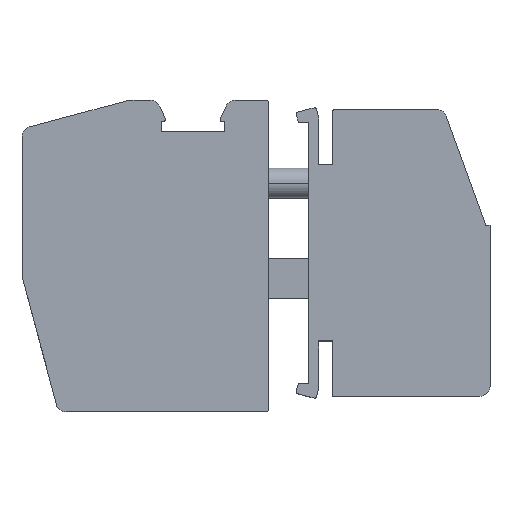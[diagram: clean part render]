
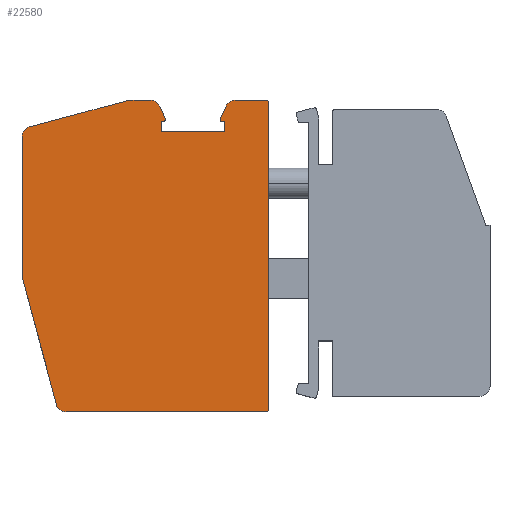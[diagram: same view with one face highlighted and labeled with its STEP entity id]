
A CAD part, top view. The second image highlights one B-rep face of the part: STEP entity #22580.
In plain terms, the highlighted planar face has unit normal (0, 0, 1).
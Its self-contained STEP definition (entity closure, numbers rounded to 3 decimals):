
#17500=CARTESIAN_POINT('',(24.5,30.8,10.1));
#17510=VERTEX_POINT('',#17500);
#17660=CARTESIAN_POINT('',(24.5,0.2,10.1));
#17670=VERTEX_POINT('',#17660);
#17700=CARTESIAN_POINT('',(24.5,0.,10.1));
#17710=DIRECTION('',(0.,-1.,0.));
#17720=VECTOR('',#17710,1.);
#17730=LINE('',#17700,#17720);
#17740=EDGE_CURVE('',#17510,#17670,#17730,.T.);
#20070=CARTESIAN_POINT('',(24.3,30.8,10.1));
#20080=DIRECTION('',(0.,0.,1.));
#20090=DIRECTION('',(1.,0.,0.));
#20100=AXIS2_PLACEMENT_3D('',#20070,#20080,#20090);
#20110=CIRCLE('',#20100,0.2);
#20120=CARTESIAN_POINT('',(24.3,31.,10.1));
#20130=VERTEX_POINT('',#20120);
#20140=EDGE_CURVE('',#17510,#20130,#20110,.T.);
#20430=CARTESIAN_POINT('',(21.213,31.,10.1));
#20440=VERTEX_POINT('',#20430);
#20490=CARTESIAN_POINT('',(0.,31.,10.1));
#20500=DIRECTION('',(-1.,0.,0.));
#20510=VECTOR('',#20500,1.);
#20520=LINE('',#20490,#20510);
#20530=EDGE_CURVE('',#20130,#20440,#20520,.T.);
#20650=CARTESIAN_POINT('',(21.307,16.357,10.1));
#20660=DIRECTION('',(0.,0.,-1.));
#20670=DIRECTION('',(-1.,0.,0.));
#20680=AXIS2_PLACEMENT_3D('',#20650,#20660,#20670);
#20690=PLANE('',#20680);
#20700=CARTESIAN_POINT('',(13.838,0.,10.1));
#20710=DIRECTION('',(0.,1.,0.));
#20720=VECTOR('',#20710,1.);
#20730=LINE('',#20700,#20720);
#20740=CARTESIAN_POINT('',(13.838,27.825,10.1));
#20750=VERTEX_POINT('',#20740);
#20760=CARTESIAN_POINT('',(13.838,28.895,10.1));
#20770=VERTEX_POINT('',#20760);
#20780=EDGE_CURVE('',#20750,#20770,#20730,.T.);
#20790=ORIENTED_EDGE('',*,*,#20780,.T.);
#20800=CARTESIAN_POINT('',(0.,27.825,10.1));
#20810=DIRECTION('',(-1.,0.,0.));
#20820=VECTOR('',#20810,1.);
#20830=LINE('',#20800,#20820);
#20840=CARTESIAN_POINT('',(20.163,27.825,10.1));
#20850=VERTEX_POINT('',#20840);
#20860=EDGE_CURVE('',#20850,#20750,#20830,.T.);
#20870=ORIENTED_EDGE('',*,*,#20860,.T.);
#20880=CARTESIAN_POINT('',(20.163,0.,10.1));
#20890=DIRECTION('',(0.,-1.,0.));
#20900=VECTOR('',#20890,1.);
#20910=LINE('',#20880,#20900);
#20920=CARTESIAN_POINT('',(20.163,28.895,10.1));
#20930=VERTEX_POINT('',#20920);
#20940=EDGE_CURVE('',#20930,#20850,#20910,.T.);
#20950=ORIENTED_EDGE('',*,*,#20940,.T.);
#20960=CARTESIAN_POINT('',(0.,28.895,10.1));
#20970=DIRECTION('',(1.,0.,0.));
#20980=VECTOR('',#20970,1.);
#20990=LINE('',#20960,#20980);
#21000=CARTESIAN_POINT('',(19.895,28.895,10.1));
#21010=VERTEX_POINT('',#21000);
#21020=EDGE_CURVE('',#21010,#20930,#20990,.T.);
#21030=ORIENTED_EDGE('',*,*,#21020,.T.);
#21040=CARTESIAN_POINT('',(19.895,29.065,10.1));
#21050=DIRECTION('',(0.,0.,1.));
#21060=DIRECTION('',(1.,0.,0.));
#21070=AXIS2_PLACEMENT_3D('',#21040,#21050,#21060);
#21080=CIRCLE('',#21070,0.17);
#21090=CARTESIAN_POINT('',(19.725,29.065,10.1));
#21100=VERTEX_POINT('',#21090);
#21110=EDGE_CURVE('',#21100,#21010,#21080,.T.);
#21120=ORIENTED_EDGE('',*,*,#21110,.T.);
#21130=CARTESIAN_POINT('',(19.739,29.133,10.1));
#21140=VERTEX_POINT('',#21130);
#21150=EDGE_CURVE('',#21140,#21100,#21080,.T.);
#21160=ORIENTED_EDGE('',*,*,#21150,.T.);
#21170=CARTESIAN_POINT('',(6.937,0.,10.1));
#21180=DIRECTION('',(-0.402,-0.915,
0.));
#21190=VECTOR('',#21180,1.);
#21200=LINE('',#21170,#21190);
#21210=CARTESIAN_POINT('',(20.297,30.402,10.1));
#21220=VERTEX_POINT('',#21210);
#21230=EDGE_CURVE('',#21220,#21140,#21200,.T.);
#21240=ORIENTED_EDGE('',*,*,#21230,.T.);
#21250=CARTESIAN_POINT('',(21.213,30.,10.1));
#21260=DIRECTION('',(0.,0.,1.));
#21270=DIRECTION('',(1.,0.,0.));
#21280=AXIS2_PLACEMENT_3D('',#21250,#21260,#21270);
#21290=CIRCLE('',#21280,1.);
#21300=EDGE_CURVE('',#20440,#21220,#21290,.T.);
#21310=ORIENTED_EDGE('',*,*,#21300,.T.);
#21320=ORIENTED_EDGE('',*,*,#20530,.T.);
#21330=ORIENTED_EDGE('',*,*,#20140,.T.);
#21340=ORIENTED_EDGE('',*,*,#17740,.F.);
#21350=CARTESIAN_POINT('',(24.3,0.2,10.1));
#21360=DIRECTION('',(0.,0.,1.));
#21370=DIRECTION('',(1.,0.,0.));
#21380=AXIS2_PLACEMENT_3D('',#21350,#21360,#21370);
#21390=CIRCLE('',#21380,0.2);
#21400=CARTESIAN_POINT('',(24.3,0.,10.1));
#21410=VERTEX_POINT('',#21400);
#21420=EDGE_CURVE('',#21410,#17670,#21390,.T.);
#21430=ORIENTED_EDGE('',*,*,#21420,.T.);
#21440=CARTESIAN_POINT('',(0.,0.,10.1));
#21450=DIRECTION('',(1.,0.,0.));
#21460=VECTOR('',#21450,1.);
#21470=LINE('',#21440,#21460);
#21480=CARTESIAN_POINT('',(4.385,0.,10.1));
#21490=VERTEX_POINT('',#21480);
#21500=EDGE_CURVE('',#21490,#21410,#21470,.T.);
#21510=ORIENTED_EDGE('',*,*,#21500,.T.);
#21520=CARTESIAN_POINT('',(4.385,1.,10.1));
#21530=DIRECTION('',(0.,0.,1.));
#21540=DIRECTION('',(1.,0.,0.));
#21550=AXIS2_PLACEMENT_3D('',#21520,#21530,#21540);
#21560=CIRCLE('',#21550,1.);
#21570=CARTESIAN_POINT('',(3.419,0.741,10.1));
#21580=VERTEX_POINT('',#21570);
#21590=EDGE_CURVE('',#21580,#21490,#21560,.T.);
#21600=ORIENTED_EDGE('',*,*,#21590,.T.);
#21610=CARTESIAN_POINT('',(3.617,0.,10.1));
#21620=DIRECTION('',(0.259,-0.966,
0.));
#21630=VECTOR('',#21620,1.);
#21640=LINE('',#21610,#21630);
#21650=CARTESIAN_POINT('',(0.034,13.373,10.1));
#21660=VERTEX_POINT('',#21650);
#21670=EDGE_CURVE('',#21660,#21580,#21640,.T.);
#21680=ORIENTED_EDGE('',*,*,#21670,.T.);
#21690=CARTESIAN_POINT('',(1.,13.632,10.1));
#21700=DIRECTION('',(0.,0.,1.));
#21710=DIRECTION('',(1.,0.,0.));
#21720=AXIS2_PLACEMENT_3D('',#21690,#21700,#21710);
#21730=CIRCLE('',#21720,1.);
#21740=CARTESIAN_POINT('',(0.,13.632,10.1));
#21750=VERTEX_POINT('',#21740);
#21760=EDGE_CURVE('',#21750,#21660,#21730,.T.);
#21770=ORIENTED_EDGE('',*,*,#21760,.T.);
#21780=CARTESIAN_POINT('',(0.,0.,10.1));
#21790=DIRECTION('',(0.,-1.,0.));
#21800=VECTOR('',#21790,1.);
#21810=LINE('',#21780,#21800);
#21820=CARTESIAN_POINT('',(0.,27.366,10.1));
#21830=VERTEX_POINT('',#21820);
#21840=EDGE_CURVE('',#21830,#21750,#21810,.T.);
#21850=ORIENTED_EDGE('',*,*,#21840,.T.);
#21860=CARTESIAN_POINT('',(1.,27.366,10.1));
#21870=DIRECTION('',(0.,0.,1.));
#21880=DIRECTION('',(1.,0.,0.));
#21890=AXIS2_PLACEMENT_3D('',#21860,#21870,#21880);
#21900=CIRCLE('',#21890,1.);
#21910=CARTESIAN_POINT('',(0.741,28.332,10.1));
#21920=VERTEX_POINT('',#21910);
#21930=EDGE_CURVE('',#21920,#21830,#21900,.T.);
#21940=ORIENTED_EDGE('',*,*,#21930,.T.);
#21950=CARTESIAN_POINT('',(0.,28.133,10.1));
#21960=DIRECTION('',(-0.966,-0.259,
0.));
#21970=VECTOR('',#21960,1.);
#21980=LINE('',#21950,#21970);
#21990=CARTESIAN_POINT('',(10.573,30.966,10.1));
#22000=VERTEX_POINT('',#21990);
#22010=EDGE_CURVE('',#22000,#21920,#21980,.T.);
#22020=ORIENTED_EDGE('',*,*,#22010,.T.);
#22030=CARTESIAN_POINT('',(10.832,30.,10.1));
#22040=DIRECTION('',(0.,0.,1.));
#22050=DIRECTION('',(1.,0.,0.));
#22060=AXIS2_PLACEMENT_3D('',#22030,#22040,#22050);
#22070=CIRCLE('',#22060,1.);
#22080=CARTESIAN_POINT('',(10.832,31.,10.1));
#22090=VERTEX_POINT('',#22080);
#22100=EDGE_CURVE('',#22090,#22000,#22070,.T.);
#22110=ORIENTED_EDGE('',*,*,#22100,.T.);
#22120=CARTESIAN_POINT('',(0.,31.,10.1));
#22130=DIRECTION('',(-1.,0.,0.));
#22140=VECTOR('',#22130,1.);
#22150=LINE('',#22120,#22140);
#22160=CARTESIAN_POINT('',(12.788,31.,10.1));
#22170=VERTEX_POINT('',#22160);
#22180=EDGE_CURVE('',#22170,#22090,#22150,.T.);
#22190=ORIENTED_EDGE('',*,*,#22180,.T.);
#22200=CARTESIAN_POINT('',(12.788,30.,10.1));
#22210=DIRECTION('',(0.,0.,1.));
#22220=DIRECTION('',(1.,0.,0.));
#22230=AXIS2_PLACEMENT_3D('',#22200,#22210,#22220);
#22240=CIRCLE('',#22230,1.);
#22250=CARTESIAN_POINT('',(13.703,30.402,10.1));
#22260=VERTEX_POINT('',#22250);
#22270=EDGE_CURVE('',#22260,#22170,#22240,.T.);
#22280=ORIENTED_EDGE('',*,*,#22270,.T.);
#22290=CARTESIAN_POINT('',(27.063,0.,10.1));
#22300=DIRECTION('',(-0.402,0.915,
0.));
#22310=VECTOR('',#22300,1.);
#22320=LINE('',#22290,#22310);
#22330=CARTESIAN_POINT('',(14.261,29.133,10.1));
#22340=VERTEX_POINT('',#22330);
#22350=EDGE_CURVE('',#22340,#22260,#22320,.T.);
#22360=ORIENTED_EDGE('',*,*,#22350,.T.);
#22370=CARTESIAN_POINT('',(14.105,29.065,10.1));
#22380=DIRECTION('',(0.,0.,1.));
#22390=DIRECTION('',(1.,0.,0.));
#22400=AXIS2_PLACEMENT_3D('',#22370,#22380,#22390);
#22410=CIRCLE('',#22400,0.17);
#22420=CARTESIAN_POINT('',(14.275,29.065,10.1));
#22430=VERTEX_POINT('',#22420);
#22440=EDGE_CURVE('',#22430,#22340,#22410,.T.);
#22450=ORIENTED_EDGE('',*,*,#22440,.T.);
#22460=CARTESIAN_POINT('',(14.105,28.895,10.1));
#22470=VERTEX_POINT('',#22460);
#22480=EDGE_CURVE('',#22470,#22430,#22410,.T.);
#22490=ORIENTED_EDGE('',*,*,#22480,.T.);
#22500=CARTESIAN_POINT('',(0.,28.895,10.1));
#22510=DIRECTION('',(-1.,0.,0.));
#22520=VECTOR('',#22510,1.);
#22530=LINE('',#22500,#22520);
#22540=EDGE_CURVE('',#22470,#20770,#22530,.T.);
#22550=ORIENTED_EDGE('',*,*,#22540,.F.);
#22560=EDGE_LOOP('',(#22550,#22490,#22450,#22360,#22280,#22190,#22110,
#22020,#21940,#21850,#21770,#21680,#21600,#21510,#21430,#21340,#21330,
#21320,#21310,#21240,#21160,#21120,#21030,#20950,#20870,#20790));
#22570=FACE_OUTER_BOUND('',#22560,.T.);
#22580=ADVANCED_FACE('',(#22570),#20690,.F.);
